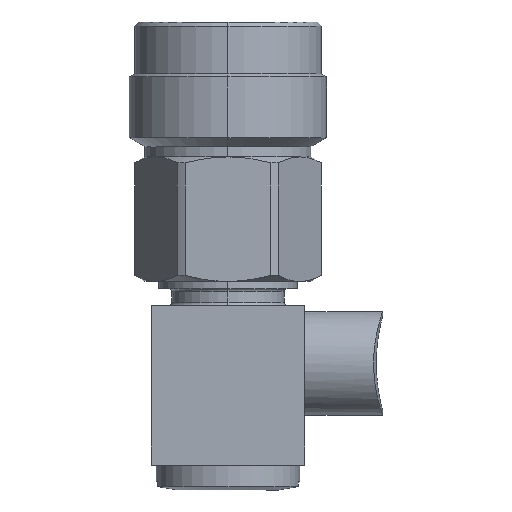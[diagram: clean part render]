
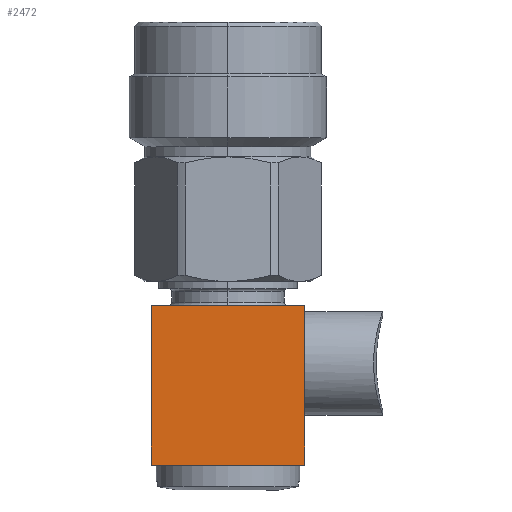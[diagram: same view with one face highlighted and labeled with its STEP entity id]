
A CAD part, left-side view. The second image highlights one B-rep face of the part: STEP entity #2472.
In plain terms, the highlighted planar face has unit normal (-1, 0, 0).
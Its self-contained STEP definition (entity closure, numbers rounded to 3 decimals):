
#64 = CARTESIAN_POINT ( 'NONE',  ( -3.5, 7.45, -19. ) ) ;
#430 = ORIENTED_EDGE ( 'NONE', *, *, #1792, .F. ) ;
#683 = DIRECTION ( 'NONE',  ( 0., 1., 0. ) ) ;
#934 = ORIENTED_EDGE ( 'NONE', *, *, #1870, .F. ) ;
#940 = DIRECTION ( 'NONE',  ( 0., 1., 0. ) ) ;
#960 = DIRECTION ( 'NONE',  ( 1., 0., 0. ) ) ;
#1046 = DIRECTION ( 'NONE',  ( 0., 1., 0. ) ) ;
#1281 = CARTESIAN_POINT ( 'NONE',  ( -3.5, 3.7, -11.3 ) ) ;
#1297 = VERTEX_POINT ( 'NONE', #3586 ) ;
#1371 = CARTESIAN_POINT ( 'NONE',  ( -3.5, 3.7, 9.772 ) ) ;
#1518 = LINE ( 'NONE', #1281, #3754 ) ;
#1671 = PLANE ( 'NONE',  #3236 ) ;
#1792 = EDGE_CURVE ( 'NONE', #2201, #2040, #2279, .T. ) ;
#1870 = EDGE_CURVE ( 'NONE', #2040, #3991, #2722, .T. ) ;
#1906 = VECTOR ( 'NONE', #1046, 1000. ) ;
#2002 = VECTOR ( 'NONE', #3356, 1000. ) ;
#2040 = VERTEX_POINT ( 'NONE', #3568 ) ;
#2156 = ORIENTED_EDGE ( 'NONE', *, *, #3703, .T. ) ;
#2201 = VERTEX_POINT ( 'NONE', #3629 ) ;
#2279 = LINE ( 'NONE', #2893, #3572 ) ;
#2329 = EDGE_CURVE ( 'NONE', #2201, #1297, #1518, .T. ) ;
#2427 = FACE_OUTER_BOUND ( 'NONE', #2853, .T. ) ;
#2472 = ADVANCED_FACE ( 'NONE', ( #2427 ), #1671, .F. ) ;
#2584 = DIRECTION ( 'NONE',  ( 0., 0., -1. ) ) ;
#2722 = LINE ( 'NONE', #64, #1906 ) ;
#2748 = CARTESIAN_POINT ( 'NONE',  ( -3.5, 3.7, -19. ) ) ;
#2853 = EDGE_LOOP ( 'NONE', ( #430, #3219, #2156, #934 ) ) ;
#2893 = CARTESIAN_POINT ( 'NONE',  ( -3.5, -3.7, 9.772 ) ) ;
#3219 = ORIENTED_EDGE ( 'NONE', *, *, #2329, .T. ) ;
#3236 = AXIS2_PLACEMENT_3D ( 'NONE', #3294, #960, #683 ) ;
#3294 = CARTESIAN_POINT ( 'NONE',  ( -3.5, 3.7, 9.772 ) ) ;
#3356 = DIRECTION ( 'NONE',  ( 0., 0., -1. ) ) ;
#3568 = CARTESIAN_POINT ( 'NONE',  ( -3.5, -3.7, -19. ) ) ;
#3572 = VECTOR ( 'NONE', #2584, 1000. ) ;
#3586 = CARTESIAN_POINT ( 'NONE',  ( -3.5, 3.7, -11.3 ) ) ;
#3629 = CARTESIAN_POINT ( 'NONE',  ( -3.5, -3.7, -11.3 ) ) ;
#3703 = EDGE_CURVE ( 'NONE', #1297, #3991, #4222, .T. ) ;
#3754 = VECTOR ( 'NONE', #940, 1000. ) ;
#3991 = VERTEX_POINT ( 'NONE', #2748 ) ;
#4222 = LINE ( 'NONE', #1371, #2002 ) ;
